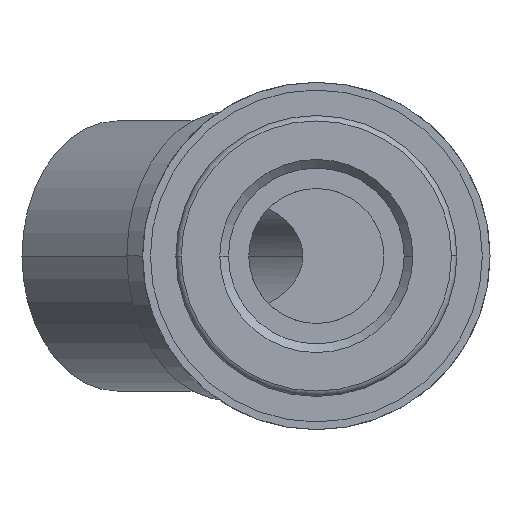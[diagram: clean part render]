
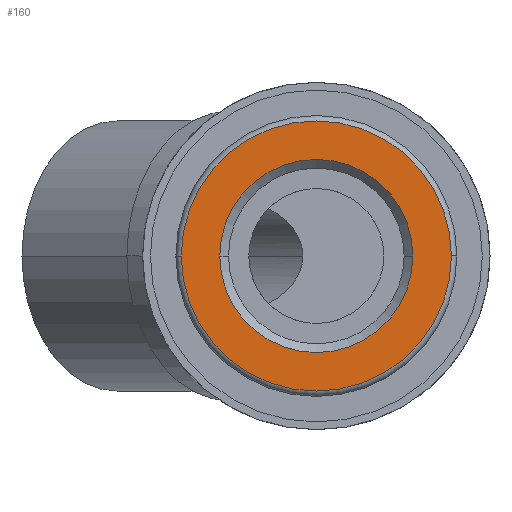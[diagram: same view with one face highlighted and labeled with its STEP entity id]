
A CAD part, front view. The second image highlights one B-rep face of the part: STEP entity #160.
In plain terms, the highlighted planar face has unit normal (0, -1, 0).
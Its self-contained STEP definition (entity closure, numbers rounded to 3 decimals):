
#160=ADVANCED_FACE('',(#341,#342),#343,.T.);
#341=FACE_BOUND('',#533,.T.);
#342=FACE_OUTER_BOUND('',#534,.T.);
#343=PLANE('',#535);
#533=EDGE_LOOP('',(#920,#921));
#534=EDGE_LOOP('',(#922,#923));
#535=AXIS2_PLACEMENT_3D('',#924,#925,#926);
#920=ORIENTED_EDGE('',*,*,#1168,.T.);
#921=ORIENTED_EDGE('',*,*,#1223,.T.);
#922=ORIENTED_EDGE('',*,*,#1198,.T.);
#923=ORIENTED_EDGE('',*,*,#1191,.T.);
#924=CARTESIAN_POINT('',(0.0,0.0,0.0));
#925=DIRECTION('',(0.0,-1.0,0.0));
#926=DIRECTION('',(-1.0,0.0,0.0));
#1168=EDGE_CURVE('',#1410,#1408,#1411,.T.);
#1191=EDGE_CURVE('',#1442,#1440,#1443,.T.);
#1198=EDGE_CURVE('',#1440,#1442,#1450,.T.);
#1223=EDGE_CURVE('',#1408,#1410,#1482,.T.);
#1408=VERTEX_POINT('',#1832);
#1410=VERTEX_POINT('',#1835);
#1411=CIRCLE('',#1836,5.005);
#1440=VERTEX_POINT('',#1870);
#1442=VERTEX_POINT('',#1873);
#1443=CIRCLE('',#1874,7.0);
#1450=CIRCLE('',#1882,7.0);
#1482=CIRCLE('',#1971,5.005);
#1832=CARTESIAN_POINT('',(5.005,0.0,0.));
#1835=CARTESIAN_POINT('',(-5.005,0.0,0.));
#1836=AXIS2_PLACEMENT_3D('',#2221,#2222,#2223);
#1870=CARTESIAN_POINT('',(7.0,0.0,0.0));
#1873=CARTESIAN_POINT('',(-7.0,0.0,0.));
#1874=AXIS2_PLACEMENT_3D('',#2260,#2261,#2262);
#1882=AXIS2_PLACEMENT_3D('',#2270,#2271,#2272);
#1971=AXIS2_PLACEMENT_3D('',#2307,#2308,#2309);
#2221=CARTESIAN_POINT('',(0.0,0.0,0.0));
#2222=DIRECTION('',(-0.0,1.0,0.0));
#2223=DIRECTION('',(1.0,0.0,0.0));
#2260=CARTESIAN_POINT('',(0.0,0.0,0.0));
#2261=DIRECTION('',(0.0,-1.0,0.0));
#2262=DIRECTION('',(1.0,0.0,0.0));
#2270=CARTESIAN_POINT('',(0.0,0.0,0.0));
#2271=DIRECTION('',(0.0,-1.0,0.0));
#2272=DIRECTION('',(1.0,0.0,0.0));
#2307=CARTESIAN_POINT('',(0.0,0.0,0.0));
#2308=DIRECTION('',(-0.0,1.0,0.0));
#2309=DIRECTION('',(1.0,0.0,0.0));
